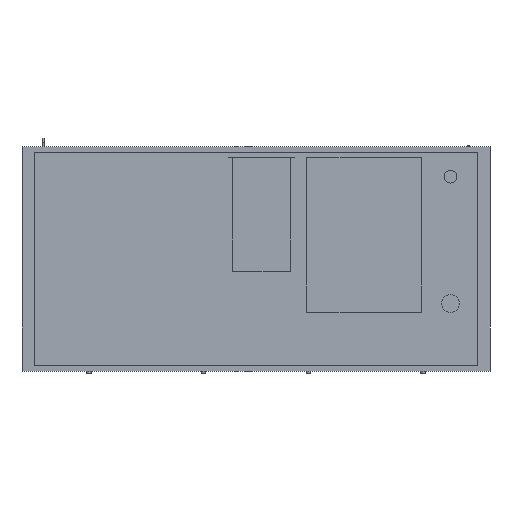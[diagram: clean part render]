
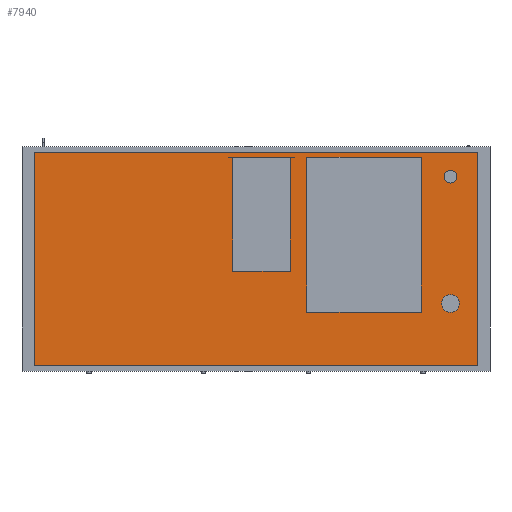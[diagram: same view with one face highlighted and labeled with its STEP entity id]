
A CAD part, front view. The second image highlights one B-rep face of the part: STEP entity #7940.
In plain terms, the highlighted planar face has unit normal (0, -1, 0).
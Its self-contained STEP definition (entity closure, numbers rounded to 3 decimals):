
#438=FACE_OUTER_BOUND('',#957,.T.);
#957=EDGE_LOOP('',(#5299,#5300,#5301,#5302));
#1496=LINE('',#11641,#2444);
#1498=LINE('',#11645,#2446);
#1499=LINE('',#11647,#2447);
#1500=LINE('',#11648,#2448);
#2444=VECTOR('',#9288,10.);
#2446=VECTOR('',#9292,10.);
#2447=VECTOR('',#9293,10.);
#2448=VECTOR('',#9294,10.);
#3383=VERTEX_POINT('',#11638);
#3384=VERTEX_POINT('',#11640);
#3385=VERTEX_POINT('',#11644);
#3386=VERTEX_POINT('',#11646);
#4144=EDGE_CURVE('',#3383,#3384,#1496,.T.);
#4146=EDGE_CURVE('',#3385,#3383,#1498,.T.);
#4147=EDGE_CURVE('',#3386,#3385,#1499,.T.);
#4148=EDGE_CURVE('',#3384,#3386,#1500,.T.);
#5299=ORIENTED_EDGE('',*,*,#4146,.F.);
#5300=ORIENTED_EDGE('',*,*,#4147,.F.);
#5301=ORIENTED_EDGE('',*,*,#4148,.F.);
#5302=ORIENTED_EDGE('',*,*,#4144,.F.);
#7511=PLANE('',#8548);
#7940=ADVANCED_FACE('',(#438),#7511,.T.);
#8548=AXIS2_PLACEMENT_3D('',#11643,#9290,#9291);
#9288=DIRECTION('',(0.,0.,1.));
#9290=DIRECTION('center_axis',(0.,-1.,0.));
#9291=DIRECTION('ref_axis',(0.,0.,-1.));
#9292=DIRECTION('',(-1.,0.,0.));
#9293=DIRECTION('',(0.,0.,-1.));
#9294=DIRECTION('',(1.,0.,0.));
#11638=CARTESIAN_POINT('',(-687.5,-185.,-330.));
#11640=CARTESIAN_POINT('',(-687.5,-185.,330.));
#11641=CARTESIAN_POINT('',(-687.5,-185.,330.));
#11643=CARTESIAN_POINT('Origin',(0.,-185.,330.));
#11644=CARTESIAN_POINT('',(687.5,-185.,-330.));
#11645=CARTESIAN_POINT('',(0.,-185.,-330.));
#11646=CARTESIAN_POINT('',(687.5,-185.,330.));
#11647=CARTESIAN_POINT('',(687.5,-185.,330.));
#11648=CARTESIAN_POINT('',(0.,-185.,330.));
